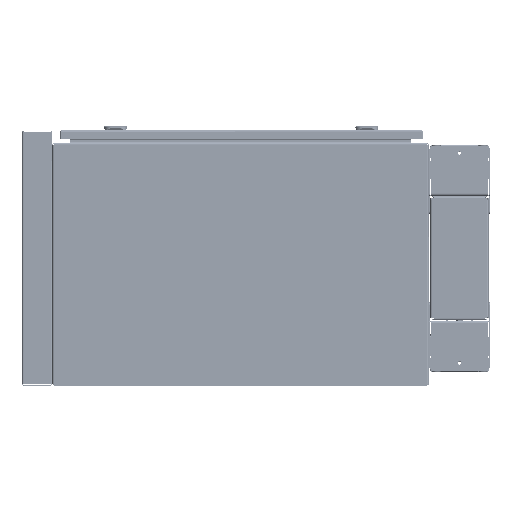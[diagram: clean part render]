
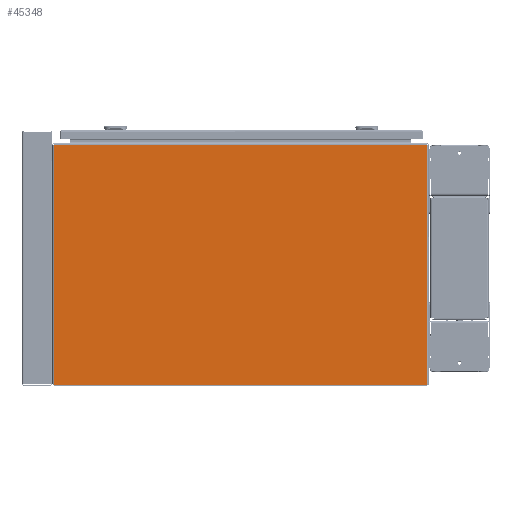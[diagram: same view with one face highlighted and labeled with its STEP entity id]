
A CAD part, left-side view. The second image highlights one B-rep face of the part: STEP entity #45348.
In plain terms, the highlighted planar face has unit normal (-1, 0, 0).
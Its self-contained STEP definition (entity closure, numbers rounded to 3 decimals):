
#2579 = EDGE_CURVE ( 'NONE', #116351, #35547, #114702, .T. ) ;
#4355 = VECTOR ( 'NONE', #106881, 1000. ) ;
#8204 = ORIENTED_EDGE ( 'NONE', *, *, #135382, .F. ) ;
#8458 = LINE ( 'NONE', #43032, #19597 ) ;
#9291 = CARTESIAN_POINT ( 'NONE',  ( -1.5, 0., 0. ) ) ;
#11381 = LINE ( 'NONE', #54916, #130983 ) ;
#13993 = CARTESIAN_POINT ( 'NONE',  ( -1.5, 0., 179.267 ) ) ;
#18334 = CARTESIAN_POINT ( 'NONE',  ( -1.5, -280.641, 179.267 ) ) ;
#19597 = VECTOR ( 'NONE', #54865, 1000. ) ;
#22149 = DIRECTION ( 'NONE',  ( 0., 0., -1. ) ) ;
#24481 = VERTEX_POINT ( 'NONE', #68777 ) ;
#27972 = LINE ( 'NONE', #13993, #4355 ) ;
#28068 = VERTEX_POINT ( 'NONE', #122043 ) ;
#29941 = FACE_OUTER_BOUND ( 'NONE', #74392, .T. ) ;
#30464 = ORIENTED_EDGE ( 'NONE', *, *, #108343, .F. ) ;
#31566 = EDGE_CURVE ( 'NONE', #28068, #64751, #140897, .T. ) ;
#35080 = ORIENTED_EDGE ( 'NONE', *, *, #2579, .F. ) ;
#35547 = VERTEX_POINT ( 'NONE', #115826 ) ;
#36041 = ORIENTED_EDGE ( 'NONE', *, *, #56540, .F. ) ;
#40959 = PLANE ( 'NONE',  #84501 ) ;
#43032 = CARTESIAN_POINT ( 'NONE',  ( -1.5, 0., 180.277 ) ) ;
#45348 = ADVANCED_FACE ( 'NONE', ( #29941 ), #40959, .T. ) ;
#52205 = EDGE_CURVE ( 'NONE', #28068, #59151, #11381, .T. ) ;
#54486 = ORIENTED_EDGE ( 'NONE', *, *, #52205, .F. ) ;
#54865 = DIRECTION ( 'NONE',  ( 0., -1., 0. ) ) ;
#54916 = CARTESIAN_POINT ( 'NONE',  ( -1.5, -370.74, -215.625 ) ) ;
#56540 = EDGE_CURVE ( 'NONE', #59151, #131757, #141076, .T. ) ;
#57487 = VECTOR ( 'NONE', #129149, 1000. ) ;
#58275 = VECTOR ( 'NONE', #22149, 1000. ) ;
#59151 = VERTEX_POINT ( 'NONE', #70037 ) ;
#59363 = CARTESIAN_POINT ( 'NONE',  ( -1.5, 333.338, 0. ) ) ;
#60640 = ORIENTED_EDGE ( 'NONE', *, *, #66221, .F. ) ;
#64751 = VERTEX_POINT ( 'NONE', #128148 ) ;
#66221 = EDGE_CURVE ( 'NONE', #131757, #116351, #8458, .T. ) ;
#68777 = CARTESIAN_POINT ( 'NONE',  ( -1.5, -280.641, 180.279 ) ) ;
#70037 = CARTESIAN_POINT ( 'NONE',  ( -1.5, 333.344, -215.625 ) ) ;
#74392 = EDGE_LOOP ( 'NONE', ( #83777, #35080, #60640, #36041, #54486, #119442, #30464, #8204 ) ) ;
#74762 = CARTESIAN_POINT ( 'NONE',  ( -1.5, 333.338, 180.277 ) ) ;
#77143 = LINE ( 'NONE', #110302, #129211 ) ;
#78253 = LINE ( 'NONE', #123225, #58275 ) ;
#81415 = DIRECTION ( 'NONE',  ( 0., 0., 1. ) ) ;
#83449 = CARTESIAN_POINT ( 'NONE',  ( -1.5, -280.654, 0. ) ) ;
#83777 = ORIENTED_EDGE ( 'NONE', *, *, #134481, .F. ) ;
#84501 = AXIS2_PLACEMENT_3D ( 'NONE', #9291, #97831, #142763 ) ;
#97831 = DIRECTION ( 'NONE',  ( -1., 0., 0. ) ) ;
#98111 = VECTOR ( 'NONE', #81415, 1000. ) ;
#100392 = CARTESIAN_POINT ( 'NONE',  ( -1.5, 333.344, 180.277 ) ) ;
#106881 = DIRECTION ( 'NONE',  ( 0., -1., 0. ) ) ;
#108343 = EDGE_CURVE ( 'NONE', #145408, #64751, #27972, .T. ) ;
#110302 = CARTESIAN_POINT ( 'NONE',  ( -1.5, 0., 180.279 ) ) ;
#112513 = DIRECTION ( 'NONE',  ( 0., 0., 1. ) ) ;
#114702 = LINE ( 'NONE', #59363, #115459 ) ;
#115459 = VECTOR ( 'NONE', #112513, 1000. ) ;
#115826 = CARTESIAN_POINT ( 'NONE',  ( -1.5, 333.338, 180.279 ) ) ;
#116351 = VERTEX_POINT ( 'NONE', #74762 ) ;
#119442 = ORIENTED_EDGE ( 'NONE', *, *, #31566, .T. ) ;
#122043 = CARTESIAN_POINT ( 'NONE',  ( -1.5, -280.654, -215.625 ) ) ;
#123225 = CARTESIAN_POINT ( 'NONE',  ( -1.5, -280.641, 0. ) ) ;
#128148 = CARTESIAN_POINT ( 'NONE',  ( -1.5, -280.654, 179.267 ) ) ;
#129149 = DIRECTION ( 'NONE',  ( 0., 0., 1. ) ) ;
#129211 = VECTOR ( 'NONE', #133883, 1000. ) ;
#130983 = VECTOR ( 'NONE', #134588, 1000. ) ;
#131757 = VERTEX_POINT ( 'NONE', #100392 ) ;
#133883 = DIRECTION ( 'NONE',  ( 0., -1., 0. ) ) ;
#134481 = EDGE_CURVE ( 'NONE', #35547, #24481, #77143, .T. ) ;
#134588 = DIRECTION ( 'NONE',  ( 0., 1., 0. ) ) ;
#135382 = EDGE_CURVE ( 'NONE', #24481, #145408, #78253, .T. ) ;
#138892 = CARTESIAN_POINT ( 'NONE',  ( -1.5, 333.344, 0. ) ) ;
#140897 = LINE ( 'NONE', #83449, #57487 ) ;
#141076 = LINE ( 'NONE', #138892, #98111 ) ;
#142763 = DIRECTION ( 'NONE',  ( 0., 0., 1. ) ) ;
#145408 = VERTEX_POINT ( 'NONE', #18334 ) ;
